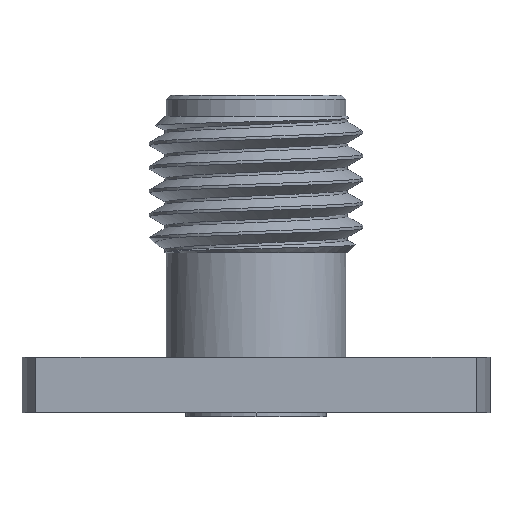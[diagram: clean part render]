
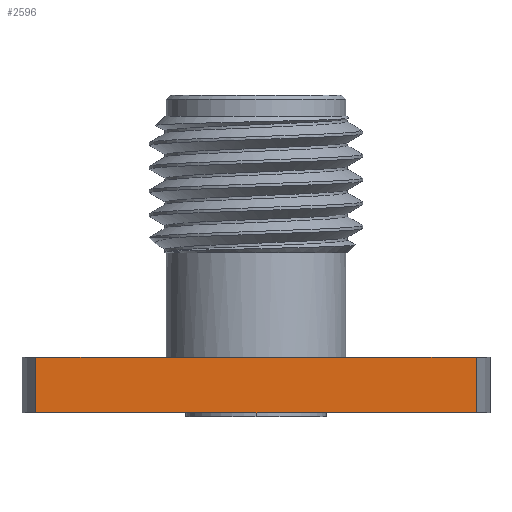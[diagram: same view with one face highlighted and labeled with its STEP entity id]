
A CAD part, left-side view. The second image highlights one B-rep face of the part: STEP entity #2596.
In plain terms, the highlighted planar face has unit normal (-1, 0, 0).
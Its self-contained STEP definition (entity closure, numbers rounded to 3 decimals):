
#4 = EDGE_CURVE ( 'NONE', #1950, #1904, #1951, .T. ) ;
#213 = CARTESIAN_POINT ( 'NONE',  ( -2.415, -6.554, -1.65 ) ) ;
#403 = ORIENTED_EDGE ( 'NONE', *, *, #3982, .F. ) ;
#495 = PLANE ( 'NONE',  #3866 ) ;
#541 = VECTOR ( 'NONE', #1990, 1000. ) ;
#569 = EDGE_CURVE ( 'NONE', #3598, #3867, #3451, .T. ) ;
#577 = CARTESIAN_POINT ( 'NONE',  ( -2.415, 6.554, 0. ) ) ;
#619 = VECTOR ( 'NONE', #2744, 1000. ) ;
#809 = CARTESIAN_POINT ( 'NONE',  ( -2.415, -6.554, 0. ) ) ;
#861 = DIRECTION ( 'NONE',  ( 0., 0., 1. ) ) ;
#951 = EDGE_CURVE ( 'NONE', #1039, #1493, #3290, .T. ) ;
#991 = CARTESIAN_POINT ( 'NONE',  ( -2.415, 6.554, -1.65 ) ) ;
#1039 = VERTEX_POINT ( 'NONE', #2101 ) ;
#1115 = DIRECTION ( 'NONE',  ( 0., -1., 0. ) ) ;
#1141 = ORIENTED_EDGE ( 'NONE', *, *, #951, .F. ) ;
#1312 = VECTOR ( 'NONE', #861, 1000. ) ;
#1493 = VERTEX_POINT ( 'NONE', #2419 ) ;
#1634 = CARTESIAN_POINT ( 'NONE',  ( -2.415, -6.554, 0. ) ) ;
#1851 = LINE ( 'NONE', #809, #3198 ) ;
#1882 = DIRECTION ( 'NONE',  ( 0., 0., 1. ) ) ;
#1886 = CARTESIAN_POINT ( 'NONE',  ( -2.415, 1.15, 0. ) ) ;
#1904 = VERTEX_POINT ( 'NONE', #4147 ) ;
#1950 = VERTEX_POINT ( 'NONE', #991 ) ;
#1951 = LINE ( 'NONE', #3231, #4456 ) ;
#1990 = DIRECTION ( 'NONE',  ( 0., -1., 0. ) ) ;
#2032 = FACE_OUTER_BOUND ( 'NONE', #3915, .T. ) ;
#2101 = CARTESIAN_POINT ( 'NONE',  ( -2.415, -1.15, 0. ) ) ;
#2267 = LINE ( 'NONE', #213, #1312 ) ;
#2318 = DIRECTION ( 'NONE',  ( 0., -1., 0. ) ) ;
#2419 = CARTESIAN_POINT ( 'NONE',  ( -2.415, -6.554, 0. ) ) ;
#2542 = CARTESIAN_POINT ( 'NONE',  ( -2.415, -6.554, -1.65 ) ) ;
#2568 = VECTOR ( 'NONE', #4573, 1000. ) ;
#2596 = ADVANCED_FACE ( 'NONE', ( #2032 ), #495, .T. ) ;
#2744 = DIRECTION ( 'NONE',  ( 0., 0., 1. ) ) ;
#2932 = DIRECTION ( 'NONE',  ( -1., 0., 0. ) ) ;
#2947 = ORIENTED_EDGE ( 'NONE', *, *, #3291, .T. ) ;
#3006 = EDGE_CURVE ( 'NONE', #1950, #3598, #4207, .T. ) ;
#3083 = CARTESIAN_POINT ( 'NONE',  ( -2.415, 6.554, -1.65 ) ) ;
#3198 = VECTOR ( 'NONE', #2318, 1000. ) ;
#3231 = CARTESIAN_POINT ( 'NONE',  ( -2.415, -6.554, -1.65 ) ) ;
#3290 = LINE ( 'NONE', #3899, #2568 ) ;
#3291 = EDGE_CURVE ( 'NONE', #1904, #1493, #2267, .T. ) ;
#3407 = ORIENTED_EDGE ( 'NONE', *, *, #3006, .F. ) ;
#3411 = ORIENTED_EDGE ( 'NONE', *, *, #569, .F. ) ;
#3451 = LINE ( 'NONE', #1634, #541 ) ;
#3598 = VERTEX_POINT ( 'NONE', #577 ) ;
#3709 = ORIENTED_EDGE ( 'NONE', *, *, #4, .T. ) ;
#3866 = AXIS2_PLACEMENT_3D ( 'NONE', #2542, #2932, #1882 ) ;
#3867 = VERTEX_POINT ( 'NONE', #1886 ) ;
#3899 = CARTESIAN_POINT ( 'NONE',  ( -2.415, -6.554, 0. ) ) ;
#3915 = EDGE_LOOP ( 'NONE', ( #3411, #3407, #3709, #2947, #1141, #403 ) ) ;
#3982 = EDGE_CURVE ( 'NONE', #3867, #1039, #1851, .T. ) ;
#4147 = CARTESIAN_POINT ( 'NONE',  ( -2.415, -6.554, -1.65 ) ) ;
#4207 = LINE ( 'NONE', #3083, #619 ) ;
#4456 = VECTOR ( 'NONE', #1115, 1000. ) ;
#4573 = DIRECTION ( 'NONE',  ( 0., -1., 0. ) ) ;
